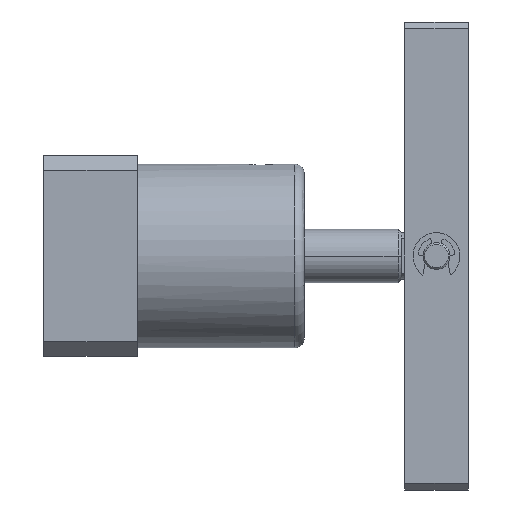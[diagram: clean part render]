
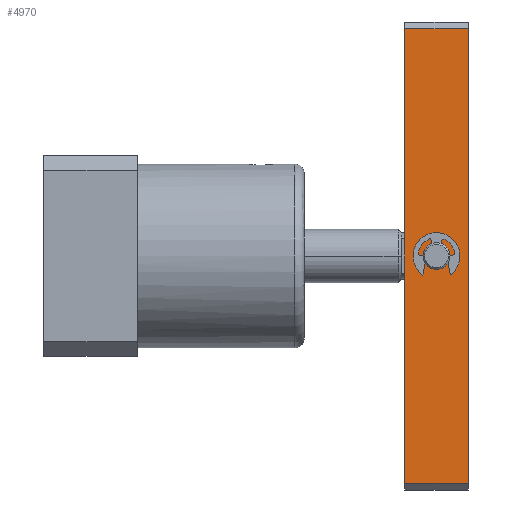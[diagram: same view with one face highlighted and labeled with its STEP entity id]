
A CAD part, front view. The second image highlights one B-rep face of the part: STEP entity #4970.
In plain terms, the highlighted face is planar.
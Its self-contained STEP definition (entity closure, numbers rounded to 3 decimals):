
#53 = CARTESIAN_POINT ( 'NONE',  ( 19., -68., 9.5 ) ) ;
#212 = EDGE_LOOP ( 'NONE', ( #1357, #12995 ) ) ;
#747 = AXIS2_PLACEMENT_3D ( 'NONE', #5916, #17538, #16143 ) ;
#1357 = ORIENTED_EDGE ( 'NONE', *, *, #8512, .T. ) ;
#2626 = FACE_OUTER_BOUND ( 'NONE', #15316, .T. ) ;
#4230 = ORIENTED_EDGE ( 'NONE', *, *, #8413, .T. ) ;
#4559 = DIRECTION ( 'NONE',  ( -1., 0., 0. ) ) ;
#4852 = CARTESIAN_POINT ( 'NONE',  ( 0., 68., 9.5 ) ) ;
#4970 = ADVANCED_FACE ( 'NONE', ( #2626, #6248 ), #9631, .T. ) ;
#5586 = VERTEX_POINT ( 'NONE', #13897 ) ;
#5627 = LINE ( 'NONE', #7733, #6063 ) ;
#5916 = CARTESIAN_POINT ( 'NONE',  ( 9.5, 0., 9.5 ) ) ;
#6063 = VECTOR ( 'NONE', #7328, 1000. ) ;
#6209 = EDGE_CURVE ( 'NONE', #5586, #11339, #9680, .T. ) ;
#6248 = FACE_BOUND ( 'NONE', #212, .T. ) ;
#6341 = AXIS2_PLACEMENT_3D ( 'NONE', #13944, #13909, #13888 ) ;
#6560 = ORIENTED_EDGE ( 'NONE', *, *, #11920, .T. ) ;
#6714 = DIRECTION ( 'NONE',  ( 0., -1., 0. ) ) ;
#6816 = CARTESIAN_POINT ( 'NONE',  ( 0., 70., 9.5 ) ) ;
#7328 = DIRECTION ( 'NONE',  ( 0., 1., 0. ) ) ;
#7590 = CIRCLE ( 'NONE', #747, 4. ) ;
#7733 = CARTESIAN_POINT ( 'NONE',  ( 19., 70., 9.5 ) ) ;
#8247 = VERTEX_POINT ( 'NONE', #53 ) ;
#8279 = VERTEX_POINT ( 'NONE', #13270 ) ;
#8413 = EDGE_CURVE ( 'NONE', #8279, #5586, #11177, .T. ) ;
#8512 = EDGE_CURVE ( 'NONE', #10263, #11061, #7590, .T. ) ;
#8850 = EDGE_CURVE ( 'NONE', #11061, #10263, #15718, .T. ) ;
#9591 = DIRECTION ( 'NONE',  ( 1., 0., 0. ) ) ;
#9608 = DIRECTION ( 'NONE',  ( 0., 0., 1. ) ) ;
#9631 = PLANE ( 'NONE',  #15978 ) ;
#9680 = LINE ( 'NONE', #6816, #10941 ) ;
#9948 = CARTESIAN_POINT ( 'NONE',  ( 0., 70., 9.5 ) ) ;
#10263 = VERTEX_POINT ( 'NONE', #16791 ) ;
#10783 = ORIENTED_EDGE ( 'NONE', *, *, #16836, .T. ) ;
#10841 = CARTESIAN_POINT ( 'NONE',  ( 0., -68., 9.5 ) ) ;
#10941 = VECTOR ( 'NONE', #6714, 1000. ) ;
#11061 = VERTEX_POINT ( 'NONE', #12709 ) ;
#11177 = LINE ( 'NONE', #4852, #14836 ) ;
#11236 = DIRECTION ( 'NONE',  ( 1., 0., 0. ) ) ;
#11339 = VERTEX_POINT ( 'NONE', #10841 ) ;
#11920 = EDGE_CURVE ( 'NONE', #8247, #8279, #5627, .T. ) ;
#12681 = CARTESIAN_POINT ( 'NONE',  ( 0., -68., 9.5 ) ) ;
#12709 = CARTESIAN_POINT ( 'NONE',  ( 5.5, 0., 9.5 ) ) ;
#12995 = ORIENTED_EDGE ( 'NONE', *, *, #8850, .T. ) ;
#13270 = CARTESIAN_POINT ( 'NONE',  ( 19., 68., 9.5 ) ) ;
#13580 = LINE ( 'NONE', #12681, #13991 ) ;
#13888 = DIRECTION ( 'NONE',  ( 1., 0., 0. ) ) ;
#13897 = CARTESIAN_POINT ( 'NONE',  ( 0., 68., 9.5 ) ) ;
#13909 = DIRECTION ( 'NONE',  ( 0., 0., -1. ) ) ;
#13944 = CARTESIAN_POINT ( 'NONE',  ( 9.5, 0., 9.5 ) ) ;
#13991 = VECTOR ( 'NONE', #11236, 1000. ) ;
#14836 = VECTOR ( 'NONE', #4559, 1000. ) ;
#15316 = EDGE_LOOP ( 'NONE', ( #6560, #4230, #16745, #10783 ) ) ;
#15718 = CIRCLE ( 'NONE', #6341, 4. ) ;
#15978 = AXIS2_PLACEMENT_3D ( 'NONE', #9948, #9608, #9591 ) ;
#16143 = DIRECTION ( 'NONE',  ( 1., 0., 0. ) ) ;
#16745 = ORIENTED_EDGE ( 'NONE', *, *, #6209, .T. ) ;
#16791 = CARTESIAN_POINT ( 'NONE',  ( 13.5, 0., 9.5 ) ) ;
#16836 = EDGE_CURVE ( 'NONE', #11339, #8247, #13580, .T. ) ;
#17538 = DIRECTION ( 'NONE',  ( 0., 0., -1. ) ) ;
